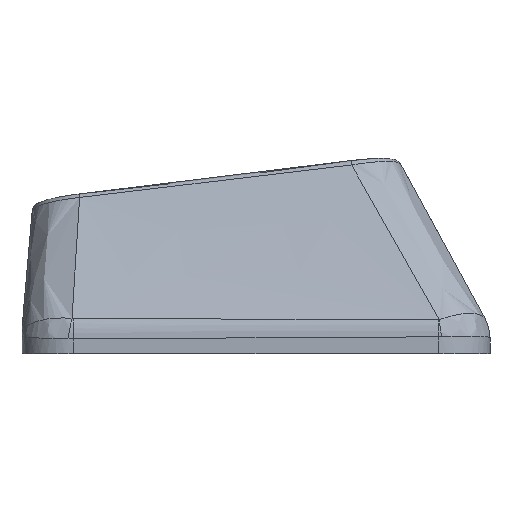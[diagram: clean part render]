
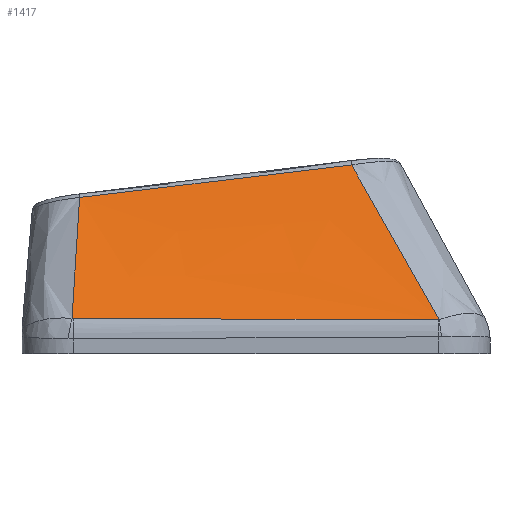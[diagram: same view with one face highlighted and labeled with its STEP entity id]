
A CAD part, left-side view. The second image highlights one B-rep face of the part: STEP entity #1417.
In plain terms, the highlighted free-form (B-spline) face has degree [3, 3] with [4, 4] control points.
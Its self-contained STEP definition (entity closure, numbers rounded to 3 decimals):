
#245=B_SPLINE_SURFACE_WITH_KNOTS('',3,3,((#2435,#2436,#2437,#2438),(#2439,
#2440,#2441,#2442),(#2443,#2444,#2445,#2446),(#2447,#2448,#2449,#2450)),
 .UNSPECIFIED.,.F.,.F.,.F.,(4,4),(4,4),(0.1,0.893),
(0.029,0.952),.UNSPECIFIED.);
#312=FACE_OUTER_BOUND('',#399,.T.);
#399=EDGE_LOOP('',(#1034,#1035,#1036,#1037,#1038,#1039));
#491=B_SPLINE_CURVE_WITH_KNOTS('',3,(#2200,#2201,#2202,#2203),
 .UNSPECIFIED.,.F.,.F.,(4,4),(0.,0.003),.UNSPECIFIED.);
#493=B_SPLINE_CURVE_WITH_KNOTS('',3,(#2227,#2228,#2229,#2230),
 .UNSPECIFIED.,.F.,.F.,(4,4),(0.,1.416),.UNSPECIFIED.);
#495=B_SPLINE_CURVE_WITH_KNOTS('',3,(#2254,#2255,#2256,#2257),
 .UNSPECIFIED.,.F.,.F.,(4,4),(0.,0.005),
 .UNSPECIFIED.);
#504=B_SPLINE_CURVE_WITH_KNOTS('',3,(#2426,#2427,#2428,#2429),
 .UNSPECIFIED.,.F.,.F.,(4,4),(-0.573,-0.02),
 .UNSPECIFIED.);
#506=B_SPLINE_CURVE_WITH_KNOTS('',3,(#2452,#2453,#2454,#2455),
 .UNSPECIFIED.,.F.,.F.,(4,4),(0.023,0.774),
 .UNSPECIFIED.);
#507=B_SPLINE_CURVE_WITH_KNOTS('',3,(#2456,#2457,#2458,#2459),
 .UNSPECIFIED.,.F.,.F.,(4,4),(-1.063,0.),.UNSPECIFIED.);
#600=VERTEX_POINT('',#2162);
#602=VERTEX_POINT('',#2193);
#604=VERTEX_POINT('',#2220);
#606=VERTEX_POINT('',#2247);
#621=VERTEX_POINT('',#2425);
#622=VERTEX_POINT('',#2451);
#755=EDGE_CURVE('',#600,#602,#491,.T.);
#758=EDGE_CURVE('',#602,#604,#493,.T.);
#761=EDGE_CURVE('',#604,#606,#495,.T.);
#781=EDGE_CURVE('',#606,#621,#504,.T.);
#783=EDGE_CURVE('',#622,#600,#506,.T.);
#784=EDGE_CURVE('',#621,#622,#507,.T.);
#1034=ORIENTED_EDGE('',*,*,#761,.F.);
#1035=ORIENTED_EDGE('',*,*,#758,.F.);
#1036=ORIENTED_EDGE('',*,*,#755,.F.);
#1037=ORIENTED_EDGE('',*,*,#783,.F.);
#1038=ORIENTED_EDGE('',*,*,#784,.F.);
#1039=ORIENTED_EDGE('',*,*,#781,.F.);
#1417=ADVANCED_FACE('',(#312),#245,.T.);
#2162=CARTESIAN_POINT('',(-11.308,-7.107,0.314));
#2193=CARTESIAN_POINT('',(-11.308,-7.077,0.312));
#2200=CARTESIAN_POINT('Ctrl Pts',(-11.308,-7.107,0.314));
#2201=CARTESIAN_POINT('Ctrl Pts',(-11.308,-7.097,0.312));
#2202=CARTESIAN_POINT('Ctrl Pts',(-11.308,-7.087,0.312));
#2203=CARTESIAN_POINT('Ctrl Pts',(-11.308,-7.077,0.312));
#2220=CARTESIAN_POINT('',(-11.236,7.086,0.363));
#2227=CARTESIAN_POINT('Ctrl Pts',(-11.308,-7.077,0.312));
#2228=CARTESIAN_POINT('Ctrl Pts',(-11.29,-2.357,0.327));
#2229=CARTESIAN_POINT('Ctrl Pts',(-11.268,2.364,0.344));
#2230=CARTESIAN_POINT('Ctrl Pts',(-11.236,7.086,0.363));
#2247=CARTESIAN_POINT('',(-11.233,7.14,0.368));
#2254=CARTESIAN_POINT('Ctrl Pts',(-11.236,7.086,0.363));
#2255=CARTESIAN_POINT('Ctrl Pts',(-11.236,7.104,0.363));
#2256=CARTESIAN_POINT('Ctrl Pts',(-11.235,7.122,0.365));
#2257=CARTESIAN_POINT('Ctrl Pts',(-11.233,7.14,0.368));
#2425=CARTESIAN_POINT('',(-8.341,6.845,5.059));
#2426=CARTESIAN_POINT('Ctrl Pts',(-11.233,7.14,0.368));
#2427=CARTESIAN_POINT('Ctrl Pts',(-10.264,7.035,1.929));
#2428=CARTESIAN_POINT('Ctrl Pts',(-9.299,6.935,3.493));
#2429=CARTESIAN_POINT('Ctrl Pts',(-8.341,6.845,5.059));
#2435=CARTESIAN_POINT('Ctrl Pts',(-8.332,-4.091,6.366));
#2436=CARTESIAN_POINT('Ctrl Pts',(-9.324,-5.096,4.348));
#2437=CARTESIAN_POINT('Ctrl Pts',(-10.316,-6.102,2.33));
#2438=CARTESIAN_POINT('Ctrl Pts',(-11.308,-7.108,0.312));
#2439=CARTESIAN_POINT('Ctrl Pts',(-8.332,-0.346,
5.923));
#2440=CARTESIAN_POINT('Ctrl Pts',(-9.324,-1.017,4.046));
#2441=CARTESIAN_POINT('Ctrl Pts',(-10.316,-1.688,2.168));
#2442=CARTESIAN_POINT('Ctrl Pts',(-11.308,-2.359,0.29));
#2443=CARTESIAN_POINT('Ctrl Pts',(-8.332,3.398,5.481));
#2444=CARTESIAN_POINT('Ctrl Pts',(-9.324,3.062,3.743));
#2445=CARTESIAN_POINT('Ctrl Pts',(-10.316,2.726,2.006));
#2446=CARTESIAN_POINT('Ctrl Pts',(-11.308,2.391,0.269));
#2447=CARTESIAN_POINT('Ctrl Pts',(-8.332,7.142,5.038));
#2448=CARTESIAN_POINT('Ctrl Pts',(-9.324,7.141,3.441));
#2449=CARTESIAN_POINT('Ctrl Pts',(-10.316,7.141,1.844));
#2450=CARTESIAN_POINT('Ctrl Pts',(-11.308,7.14,0.247));
#2451=CARTESIAN_POINT('',(-8.332,-3.708,6.321));
#2452=CARTESIAN_POINT('Ctrl Pts',(-8.332,-3.708,6.321));
#2453=CARTESIAN_POINT('Ctrl Pts',(-9.33,-4.847,4.323));
#2454=CARTESIAN_POINT('Ctrl Pts',(-10.321,-5.979,2.32));
#2455=CARTESIAN_POINT('Ctrl Pts',(-11.308,-7.107,0.314));
#2456=CARTESIAN_POINT('Ctrl Pts',(-8.341,6.845,5.059));
#2457=CARTESIAN_POINT('Ctrl Pts',(-8.338,3.327,5.477));
#2458=CARTESIAN_POINT('Ctrl Pts',(-8.335,-0.19,
5.898));
#2459=CARTESIAN_POINT('Ctrl Pts',(-8.332,-3.708,6.321));
